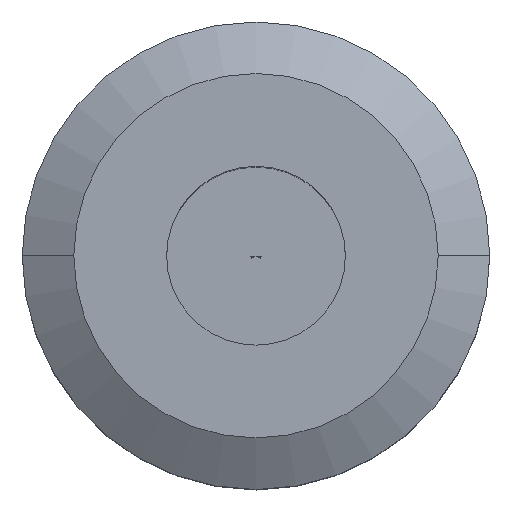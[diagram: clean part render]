
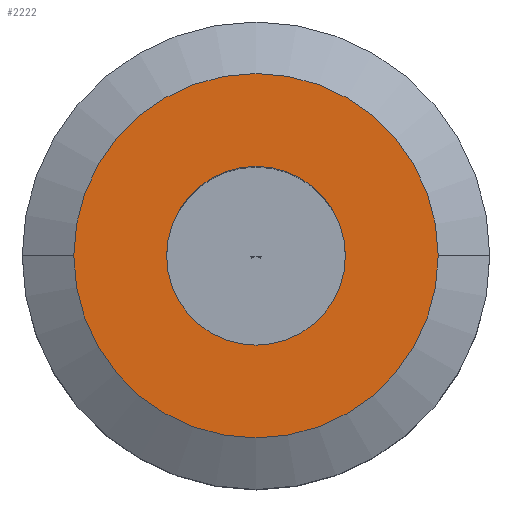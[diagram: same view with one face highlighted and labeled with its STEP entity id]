
A CAD part, top view. The second image highlights one B-rep face of the part: STEP entity #2222.
In plain terms, the highlighted planar face has unit normal (0, 0, 1).
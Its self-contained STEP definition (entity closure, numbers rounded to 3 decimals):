
#102 = DIRECTION ( 'NONE',  ( 0., 0., 1. ) ) ;
#157 = CIRCLE ( 'NONE', #2599, 13.25 ) ;
#401 = ORIENTED_EDGE ( 'NONE', *, *, #4436, .T. ) ;
#423 = ORIENTED_EDGE ( 'NONE', *, *, #2163, .F. ) ;
#438 = CARTESIAN_POINT ( 'NONE',  ( 0., 0., 45. ) ) ;
#560 = ORIENTED_EDGE ( 'NONE', *, *, #3877, .T. ) ;
#768 = CARTESIAN_POINT ( 'NONE',  ( -13.25, 0., 45. ) ) ;
#789 = AXIS2_PLACEMENT_3D ( 'NONE', #1763, #4279, #2133 ) ;
#804 = DIRECTION ( 'NONE',  ( -1., 0., 0. ) ) ;
#882 = CARTESIAN_POINT ( 'NONE',  ( 0., 0., 45. ) ) ;
#1022 = CIRCLE ( 'NONE', #3576, 13.25 ) ;
#1062 = VERTEX_POINT ( 'NONE', #2141 ) ;
#1171 = VERTEX_POINT ( 'NONE', #1349 ) ;
#1182 = PLANE ( 'NONE',  #4503 ) ;
#1243 = DIRECTION ( 'NONE',  ( -1., 0., 0. ) ) ;
#1349 = CARTESIAN_POINT ( 'NONE',  ( -6.5, 0., 45. ) ) ;
#1455 = AXIS2_PLACEMENT_3D ( 'NONE', #882, #3404, #1243 ) ;
#1543 = CARTESIAN_POINT ( 'NONE',  ( 0., 13.25, 45. ) ) ;
#1763 = CARTESIAN_POINT ( 'NONE',  ( 0., 0., 45. ) ) ;
#1781 = EDGE_LOOP ( 'NONE', ( #423, #4490 ) ) ;
#1860 = FACE_BOUND ( 'NONE', #4146, .T. ) ;
#1901 = CARTESIAN_POINT ( 'NONE',  ( 0., 0., 45. ) ) ;
#1968 = CIRCLE ( 'NONE', #789, 6.5 ) ;
#2133 = DIRECTION ( 'NONE',  ( -1., 0., 0. ) ) ;
#2141 = CARTESIAN_POINT ( 'NONE',  ( 6.5, 0., 45. ) ) ;
#2163 = EDGE_CURVE ( 'NONE', #3164, #3237, #157, .T. ) ;
#2208 = EDGE_CURVE ( 'NONE', #3237, #3164, #1022, .T. ) ;
#2222 = ADVANCED_FACE ( 'NONE', ( #1860, #2934 ), #1182, .T. ) ;
#2274 = DIRECTION ( 'NONE',  ( -1., 0., 0. ) ) ;
#2599 = AXIS2_PLACEMENT_3D ( 'NONE', #438, #2962, #804 ) ;
#2626 = DIRECTION ( 'NONE',  ( 1., 0., 0. ) ) ;
#2934 = FACE_OUTER_BOUND ( 'NONE', #1781, .T. ) ;
#2962 = DIRECTION ( 'NONE',  ( 0., 0., -1. ) ) ;
#3164 = VERTEX_POINT ( 'NONE', #768 ) ;
#3237 = VERTEX_POINT ( 'NONE', #3762 ) ;
#3404 = DIRECTION ( 'NONE',  ( 0., 0., -1. ) ) ;
#3488 = CIRCLE ( 'NONE', #1455, 6.5 ) ;
#3576 = AXIS2_PLACEMENT_3D ( 'NONE', #1901, #4404, #2274 ) ;
#3762 = CARTESIAN_POINT ( 'NONE',  ( 13.25, 0., 45. ) ) ;
#3877 = EDGE_CURVE ( 'NONE', #1062, #1171, #1968, .T. ) ;
#4146 = EDGE_LOOP ( 'NONE', ( #401, #560 ) ) ;
#4279 = DIRECTION ( 'NONE',  ( 0., 0., -1. ) ) ;
#4404 = DIRECTION ( 'NONE',  ( 0., 0., -1. ) ) ;
#4436 = EDGE_CURVE ( 'NONE', #1171, #1062, #3488, .T. ) ;
#4490 = ORIENTED_EDGE ( 'NONE', *, *, #2208, .F. ) ;
#4503 = AXIS2_PLACEMENT_3D ( 'NONE', #1543, #102, #2626 ) ;
